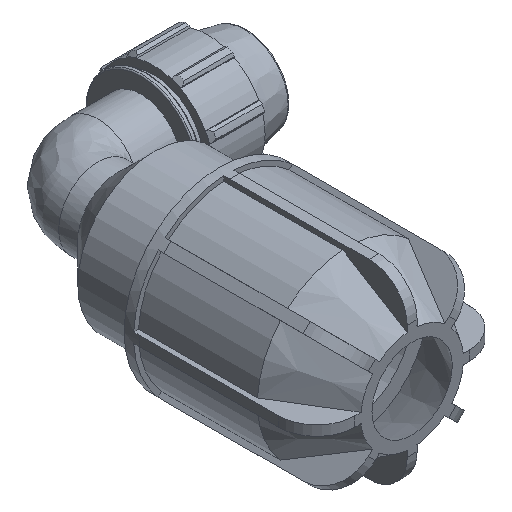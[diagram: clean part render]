
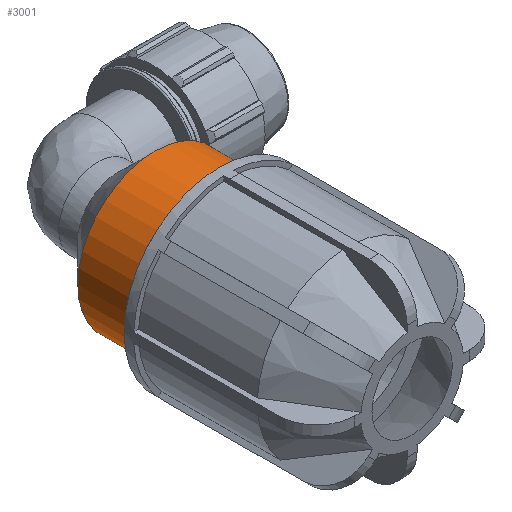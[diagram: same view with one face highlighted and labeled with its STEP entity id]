
A CAD part, isometric view. The second image highlights one B-rep face of the part: STEP entity #3001.
In plain terms, the highlighted cylindrical face has radius 33.639 mm (diameter 67.278 mm), a full revolution.
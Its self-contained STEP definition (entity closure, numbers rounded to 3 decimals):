
#654=FACE_BOUND('',#1000,.T.);
#814=FACE_OUTER_BOUND('',#999,.T.);
#999=EDGE_LOOP('',(#2632));
#1000=EDGE_LOOP('',(#2633));
#1140=CIRCLE('',#3292,33.639);
#1141=CIRCLE('',#3294,33.639);
#1418=VERTEX_POINT('',#5069);
#1419=VERTEX_POINT('',#5072);
#1825=EDGE_CURVE('',#1418,#1418,#1140,.T.);
#1826=EDGE_CURVE('',#1419,#1419,#1141,.T.);
#2632=ORIENTED_EDGE('',*,*,#1825,.T.);
#2633=ORIENTED_EDGE('',*,*,#1826,.F.);
#2684=CYLINDRICAL_SURFACE('',#3293,33.639);
#3001=ADVANCED_FACE('',(#814,#654),#2684,.T.);
#3292=AXIS2_PLACEMENT_3D('',#5070,#4095,#4096);
#3293=AXIS2_PLACEMENT_3D('',#5071,#4097,#4098);
#3294=AXIS2_PLACEMENT_3D('',#5073,#4099,#4100);
#4095=DIRECTION('center_axis',(0.,1.,0.));
#4096=DIRECTION('ref_axis',(1.,0.,0.));
#4097=DIRECTION('center_axis',(0.,1.,0.));
#4098=DIRECTION('ref_axis',(-1.,0.,0.));
#4099=DIRECTION('center_axis',(0.,1.,0.));
#4100=DIRECTION('ref_axis',(1.,0.,0.));
#5069=CARTESIAN_POINT('',(-33.639,-63.4,0.));
#5070=CARTESIAN_POINT('Origin',(0.,-63.4,0.));
#5071=CARTESIAN_POINT('Origin',(0.,-52.2,0.));
#5072=CARTESIAN_POINT('',(-33.639,-41.,0.));
#5073=CARTESIAN_POINT('Origin',(0.,-41.,0.));
